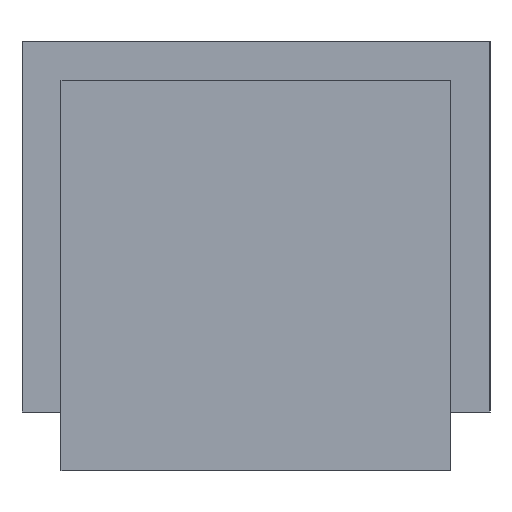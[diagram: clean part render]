
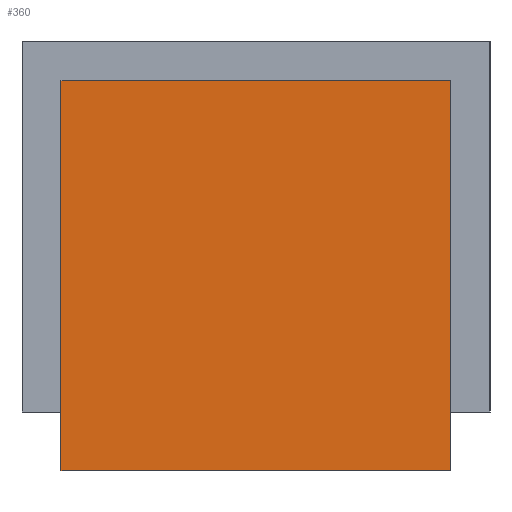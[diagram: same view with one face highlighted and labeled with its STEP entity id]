
A CAD part, left-side view. The second image highlights one B-rep face of the part: STEP entity #360.
In plain terms, the highlighted planar face has unit normal (-1, 0, 0).
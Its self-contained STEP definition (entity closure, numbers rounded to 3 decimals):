
#26=FACE_OUTER_BOUND('',#46,.T.);
#46=EDGE_LOOP('',(#269,#270,#271,#272));
#74=LINE('',#528,#122);
#81=LINE('',#541,#129);
#82=LINE('',#544,#130);
#83=LINE('',#545,#131);
#122=VECTOR('',#431,10.);
#129=VECTOR('',#444,10.);
#130=VECTOR('',#447,10.);
#131=VECTOR('',#448,10.);
#167=VERTEX_POINT('',#524);
#168=VERTEX_POINT('',#526);
#171=VERTEX_POINT('',#539);
#172=VERTEX_POINT('',#543);
#202=EDGE_CURVE('',#168,#167,#74,.T.);
#209=EDGE_CURVE('',#168,#171,#81,.T.);
#210=EDGE_CURVE('',#172,#171,#82,.T.);
#211=EDGE_CURVE('',#167,#172,#83,.T.);
#269=ORIENTED_EDGE('',*,*,#209,.T.);
#270=ORIENTED_EDGE('',*,*,#210,.F.);
#271=ORIENTED_EDGE('',*,*,#211,.F.);
#272=ORIENTED_EDGE('',*,*,#202,.F.);
#340=PLANE('',#395);
#360=ADVANCED_FACE('',(#26),#340,.T.);
#395=AXIS2_PLACEMENT_3D('',#542,#445,#446);
#431=DIRECTION('',(0.,1.,0.));
#444=DIRECTION('',(0.,0.,1.));
#445=DIRECTION('center_axis',(-1.,0.,0.));
#446=DIRECTION('ref_axis',(0.,-1.,0.));
#447=DIRECTION('',(0.,-1.,0.));
#448=DIRECTION('',(0.,0.,1.));
#524=CARTESIAN_POINT('',(-5.5,1.,-0.5));
#526=CARTESIAN_POINT('',(-5.5,-1.,-0.5));
#528=CARTESIAN_POINT('',(-5.5,-1.,-0.5));
#539=CARTESIAN_POINT('',(-5.5,-1.,1.5));
#541=CARTESIAN_POINT('',(-5.5,-1.,0.));
#542=CARTESIAN_POINT('Origin',(-5.5,1.,0.));
#543=CARTESIAN_POINT('',(-5.5,1.,1.5));
#544=CARTESIAN_POINT('',(-5.5,-1.,1.5));
#545=CARTESIAN_POINT('',(-5.5,1.,0.));
